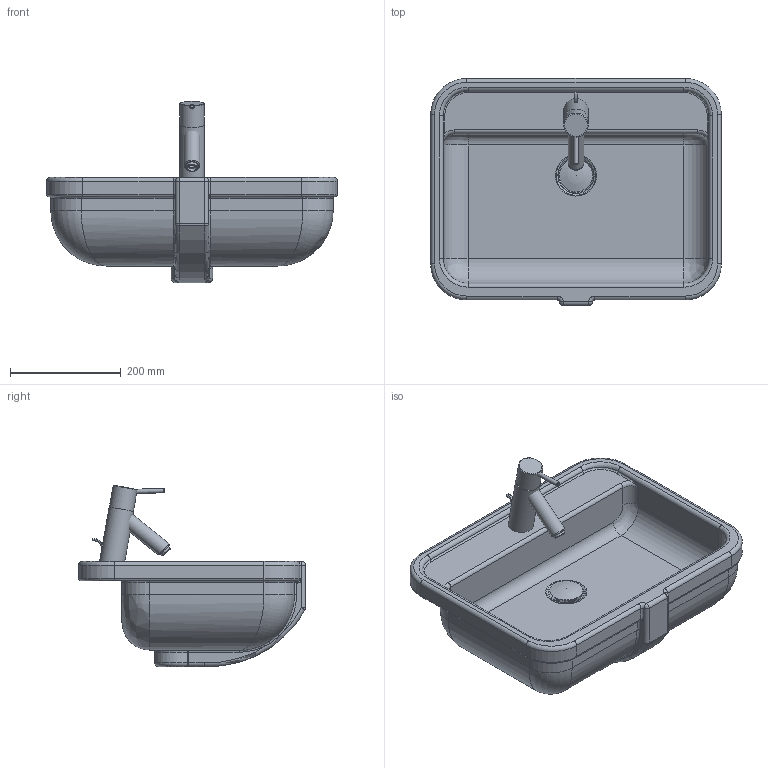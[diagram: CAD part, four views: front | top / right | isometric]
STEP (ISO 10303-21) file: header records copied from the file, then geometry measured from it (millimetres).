
FILE_DESCRIPTION((''),'2;1');
FILE_NAME('030249.stp','2007-08-06T09:50:31',('Huebner'),(''),'Autodesk Inventor 11','Autodesk Inventor 11','');
FILE_SCHEMA(('AUTOMOTIVE_DESIGN { 1 0 10303 214 1 1 1 1 }'));
Length unit declared in the file: millimetre
Products named in the file (10): 030249; Stopfen; Kelch; Baterie_Starck3; hebel1; Griff_2Starck3; Hebel3kurz; Halterstarck3; Neoperl_Starck3
Assembly tree (9 placements, depth 3):
  030249
    030249
    Stopfen
    Kelch
    Baterie_Starck3
      hebel1
      Griff_2Starck3
      Hebel3kurz
      Halterstarck3
      Neoperl_Starck3
Bounding box: 525 x 410 x 327.4 mm (x, y, z)
Volume: 12126542.5 mm3; surface area: 802639.1 mm2
Topology: 8 solids, 8 shells, 232 faces, 525 edges, 296 vertices
Faces by surface type: cylinder 92, plane 58, bspline 37, torus 36, sphere 6, cone 3
Full cylindrical faces by diameter (mm): 8 x1, 9.368 x1, 16 x1, 20 x1, 25 x1, 28 x1, 35 x1, 42 x1, 44 x2, 45 x1, 52 x1, 60 x1
Entity records: 10183 total; most frequent: CARTESIAN_POINT 4981, DIRECTION 1132, ORIENTED_EDGE 958, EDGE_CURVE 479, AXIS2_PLACEMENT_3D 473, VERTEX_POINT 290, EDGE_LOOP 269, CIRCLE 247
